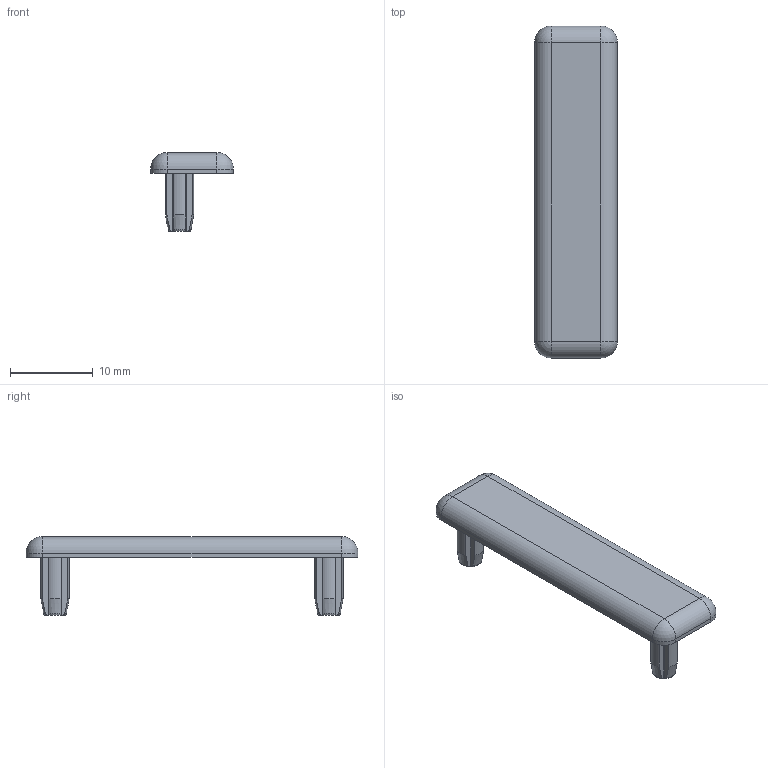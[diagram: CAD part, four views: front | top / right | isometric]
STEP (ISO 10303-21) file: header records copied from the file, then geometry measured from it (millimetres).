
FILE_DESCRIPTION(/* description */ ('Abdeckkappe 10x40'),/* implementation_level */ '2;1');
FILE_NAME(/* name */ '251005039 Abdeckkappe 10x40.stp',/* time_stamp */ '2020-08-24T14:46:48+02:00',/* author */ ('wheldmann'),/* organization */ (''),/* preprocessor_version */ 'ST-DEVELOPER v17.2',/* originating_system */ 'Autodesk Inventor 2019',/* authorisation */ ' ');
FILE_SCHEMA (('AUTOMOTIVE_DESIGN { 1 0 10303 214 3 1 1 }'));
Length unit declared in the file: millimetre
Products named in the file (1): 251005039
Bounding box: 10 x 40 x 9.5 mm (x, y, z)
Volume: 902.3 mm3; surface area: 1168 mm2
Topology: 1 solids, 1 shells, 75 faces, 202 edges, 128 vertices
Faces by surface type: plane 37, cylinder 18, torus 8, cone 8, sphere 4
Entity records: 2445 total; most frequent: CARTESIAN_POINT 578, ORIENTED_EDGE 396, DIRECTION 370, EDGE_CURVE 198, VERTEX_POINT 128, AXIS2_PLACEMENT_3D 128, LINE 114, VECTOR 114
